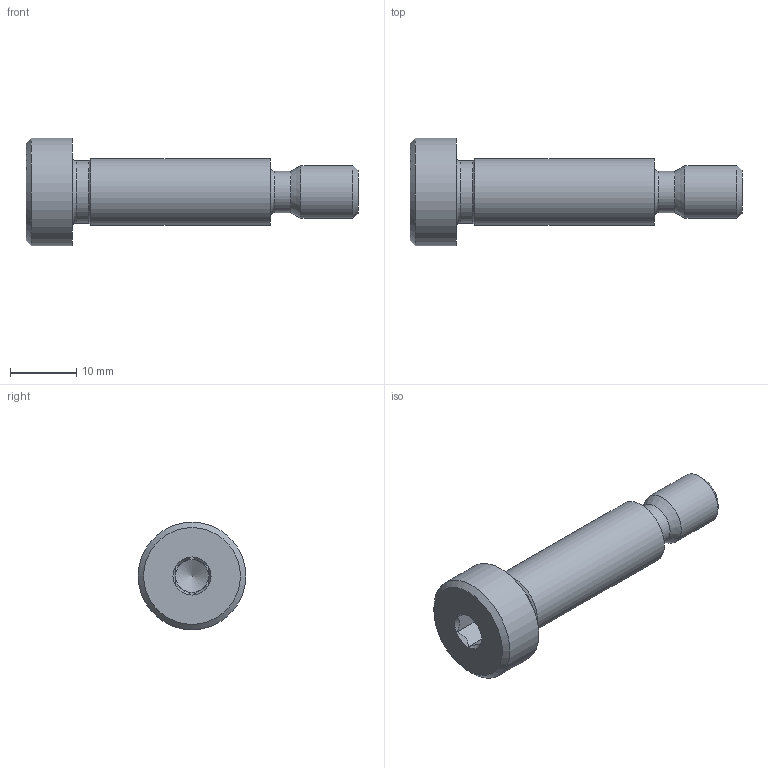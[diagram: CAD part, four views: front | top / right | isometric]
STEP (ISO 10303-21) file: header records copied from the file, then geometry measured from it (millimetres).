
FILE_DESCRIPTION( ( 'STEP AP203' ), ' ' );
FILE_NAME( 'HPC - HSS8-30.stp', '2017-12-01T13:47:58', ( '' ), ( '' ), ' ', 'PARTsolutions', ' ' );
FILE_SCHEMA( ( 'CONFIG_CONTROL_DESIGN' ) );
Length unit declared in the file: millimetre
Products named in the file (1): _HPC - HSS8-30
Bounding box: 50.25 x 16.27 x 16.27 mm (x, y, z)
Volume: 4256.7 mm3; surface area: 2086.6 mm2
Topology: 1 solids, 1 shells, 64 faces, 142 edges, 86 vertices
Faces by surface type: plane 42, cone 11, cylinder 9, torus 2
Full cylindrical faces by diameter (mm): 6.25 x1, 8 x1, 9.42 x1, 10 x1, 16.27 x1
Entity records: 1752 total; most frequent: CARTESIAN_POINT 340, DIRECTION 286, ORIENTED_EDGE 256, EDGE_CURVE 128, AXIS2_PLACEMENT_3D 99, LINE 88, VECTOR 88, VERTEX_POINT 85
